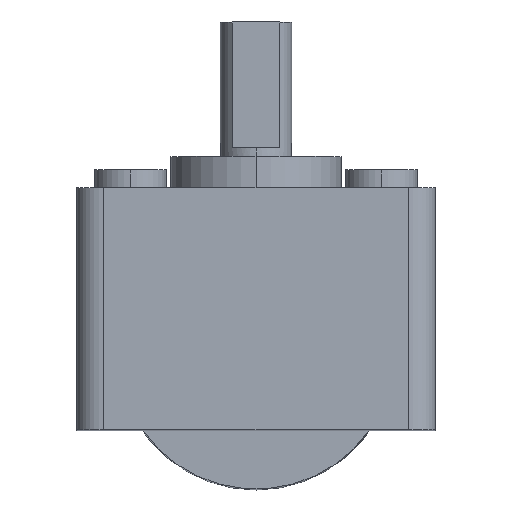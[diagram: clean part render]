
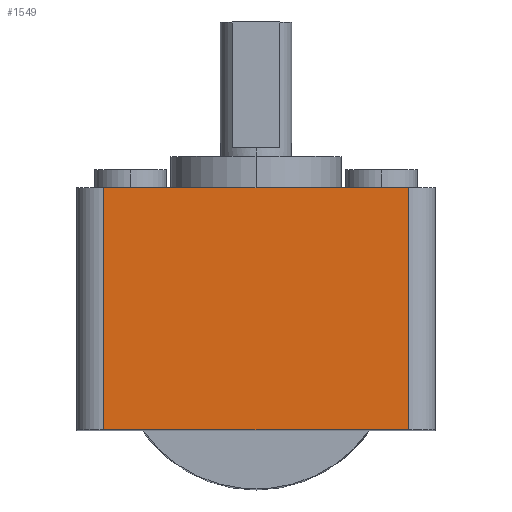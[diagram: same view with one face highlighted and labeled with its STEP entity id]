
A CAD part, top view. The second image highlights one B-rep face of the part: STEP entity #1549.
In plain terms, the highlighted planar face has unit normal (0, 0, 1).
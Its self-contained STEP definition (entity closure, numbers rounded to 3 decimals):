
#51 = DIRECTION ( 'NONE',  ( 0., -1., 0. ) ) ;
#57 = VECTOR ( 'NONE', #51, 1000. ) ;
#79 = CARTESIAN_POINT ( 'NONE',  ( -37., 0., 0. ) ) ;
#131 = ORIENTED_EDGE ( 'NONE', *, *, #1357, .T. ) ;
#140 = VERTEX_POINT ( 'NONE', #144 ) ;
#144 = CARTESIAN_POINT ( 'NONE',  ( -3., 0., 0. ) ) ;
#240 = VECTOR ( 'NONE', #1593, 1000. ) ;
#242 = CARTESIAN_POINT ( 'NONE',  ( -37., 27., 0. ) ) ;
#243 = EDGE_CURVE ( 'NONE', #1058, #140, #988, .T. ) ;
#247 = VERTEX_POINT ( 'NONE', #242 ) ;
#348 = EDGE_CURVE ( 'NONE', #140, #1321, #1612, .T. ) ;
#366 = DIRECTION ( 'NONE',  ( -1., 0., 0. ) ) ;
#382 = DIRECTION ( 'NONE',  ( 0., -1., 0. ) ) ;
#490 = CARTESIAN_POINT ( 'NONE',  ( 0., 0., 0. ) ) ;
#551 = CARTESIAN_POINT ( 'NONE',  ( -37., 27., 0. ) ) ;
#583 = CARTESIAN_POINT ( 'NONE',  ( -3., 27., 0. ) ) ;
#597 = LINE ( 'NONE', #1097, #240 ) ;
#601 = ORIENTED_EDGE ( 'NONE', *, *, #1118, .T. ) ;
#628 = EDGE_LOOP ( 'NONE', ( #1230, #1004, #131, #601 ) ) ;
#659 = PLANE ( 'NONE',  #845 ) ;
#845 = AXIS2_PLACEMENT_3D ( 'NONE', #1028, #1548, #1062 ) ;
#988 = LINE ( 'NONE', #1224, #1361 ) ;
#997 = VECTOR ( 'NONE', #366, 1000. ) ;
#1004 = ORIENTED_EDGE ( 'NONE', *, *, #243, .F. ) ;
#1028 = CARTESIAN_POINT ( 'NONE',  ( 0., 27., 0. ) ) ;
#1058 = VERTEX_POINT ( 'NONE', #583 ) ;
#1062 = DIRECTION ( 'NONE',  ( 1., 0., 0. ) ) ;
#1097 = CARTESIAN_POINT ( 'NONE',  ( 0., 27., 0. ) ) ;
#1118 = EDGE_CURVE ( 'NONE', #247, #1321, #1461, .T. ) ;
#1224 = CARTESIAN_POINT ( 'NONE',  ( -3., 27., 0. ) ) ;
#1230 = ORIENTED_EDGE ( 'NONE', *, *, #348, .F. ) ;
#1321 = VERTEX_POINT ( 'NONE', #79 ) ;
#1357 = EDGE_CURVE ( 'NONE', #1058, #247, #597, .T. ) ;
#1361 = VECTOR ( 'NONE', #382, 1000. ) ;
#1411 = FACE_OUTER_BOUND ( 'NONE', #628, .T. ) ;
#1461 = LINE ( 'NONE', #551, #57 ) ;
#1548 = DIRECTION ( 'NONE',  ( 0., 0., 1. ) ) ;
#1549 = ADVANCED_FACE ( 'NONE', ( #1411 ), #659, .T. ) ;
#1593 = DIRECTION ( 'NONE',  ( -1., 0., 0. ) ) ;
#1612 = LINE ( 'NONE', #490, #997 ) ;
